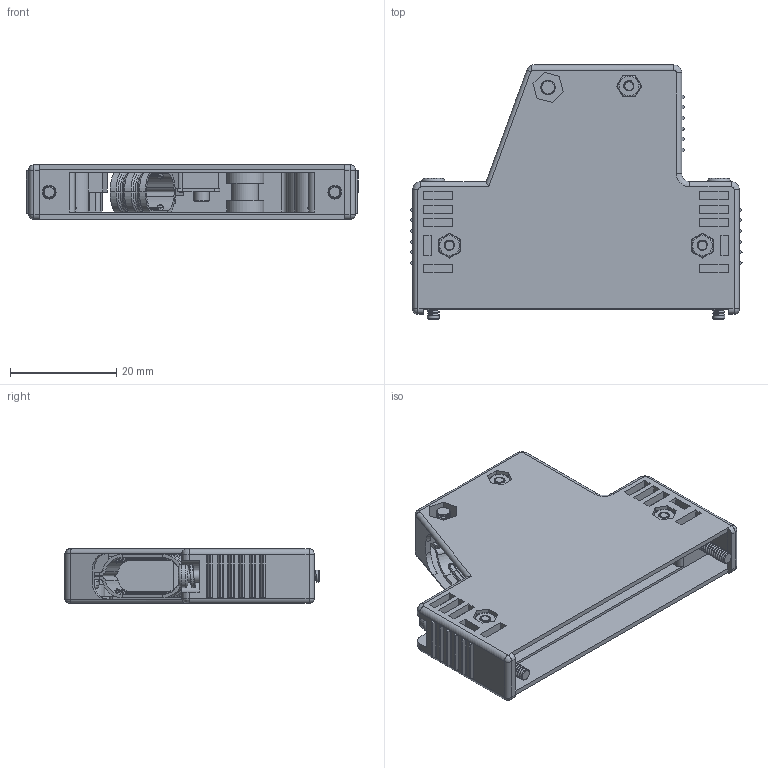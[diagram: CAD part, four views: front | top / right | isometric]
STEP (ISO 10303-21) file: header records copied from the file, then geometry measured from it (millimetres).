
FILE_DESCRIPTION( ('This file contains a STEP AP42 implementation' ,'as created by ZW3D STEP Interface translator.') ,'2;1' );
FILE_NAME( '6342-32FH00JBW01.stp' ,'231019.112254', (''), ('ZWCAD Software Co.'), 'Version 1.0', 'ZW3D to STEP translator', '' );
FILE_SCHEMA(('AUTOMOTIVE_DESIGN { 1 0 10303 214 1 1 1 1 }'));
Length unit declared in the file: millimetre
Products named in the file (2): 0; 6342-32FHSXJBWA01W
Bounding box: 62.56 x 47.9 x 10.35 mm (x, y, z)
Volume: 8860.8 mm3; surface area: 14046.1 mm2
Topology: 3 solids, 11 shells, 1079 faces, 2690 edges, 1688 vertices
Faces by surface type: plane 496, cylinder 364, bspline 199, cone 16, sphere 4
Full cylindrical faces by diameter (mm): 1.2 x4, 1.6 x5, 1.8 x2, 1.9 x47, 2.1 x2, 2.15 x6, 2.24 x54, 2.6 x6, 2.75 x1, 2.9 x1, 3 x3, 3.6 x3, 4.1 x3, 4.3 x1, 4.35 x2, 4.8 x2, 4.95 x3
Entity records: 46859 total; most frequent: CARTESIAN_POINT 21773, ORIENTED_EDGE 5374, DIRECTION 4530, EDGE_CURVE 2685, VERTEX_POINT 1688, AXIS2_PLACEMENT_3D 1512, VECTOR 1506, LINE 1506
